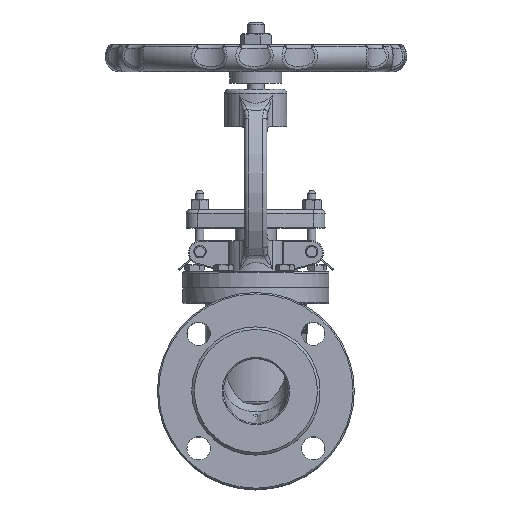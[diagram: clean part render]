
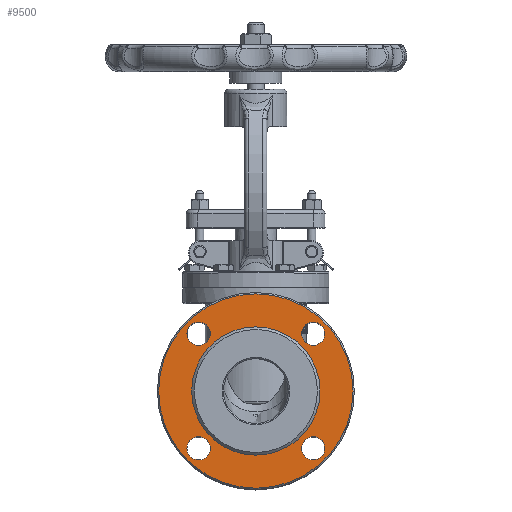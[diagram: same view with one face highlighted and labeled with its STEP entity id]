
A CAD part, top view. The second image highlights one B-rep face of the part: STEP entity #9500.
In plain terms, the highlighted planar face has unit normal (0, 0, 1).
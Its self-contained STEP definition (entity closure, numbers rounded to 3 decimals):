
#702=FACE_BOUND('',#2593,.T.);
#703=FACE_BOUND('',#2594,.T.);
#704=FACE_BOUND('',#2595,.T.);
#705=FACE_BOUND('',#2596,.T.);
#706=FACE_BOUND('',#2597,.T.);
#818=PLANE('',#10356);
#1951=FACE_OUTER_BOUND('',#2592,.T.);
#2592=EDGE_LOOP('',(#6765));
#2593=EDGE_LOOP('',(#6766));
#2594=EDGE_LOOP('',(#6767));
#2595=EDGE_LOOP('',(#6768));
#2596=EDGE_LOOP('',(#6769));
#2597=EDGE_LOOP('',(#6770));
#3223=CIRCLE('',#10355,75.);
#3224=CIRCLE('',#10357,49.5);
#3225=CIRCLE('',#10358,9.);
#3226=CIRCLE('',#10359,9.);
#3227=CIRCLE('',#10360,9.);
#3228=CIRCLE('',#10361,9.);
#3991=VERTEX_POINT('',#17614);
#3992=VERTEX_POINT('',#17618);
#3993=VERTEX_POINT('',#17620);
#3994=VERTEX_POINT('',#17622);
#3995=VERTEX_POINT('',#17624);
#3996=VERTEX_POINT('',#17626);
#4973=EDGE_CURVE('',#3991,#3991,#3223,.T.);
#4975=EDGE_CURVE('',#3992,#3992,#3224,.T.);
#4976=EDGE_CURVE('',#3993,#3993,#3225,.T.);
#4977=EDGE_CURVE('',#3994,#3994,#3226,.T.);
#4978=EDGE_CURVE('',#3995,#3995,#3227,.T.);
#4979=EDGE_CURVE('',#3996,#3996,#3228,.T.);
#6765=ORIENTED_EDGE('',*,*,#4973,.F.);
#6766=ORIENTED_EDGE('',*,*,#4975,.F.);
#6767=ORIENTED_EDGE('',*,*,#4976,.T.);
#6768=ORIENTED_EDGE('',*,*,#4977,.T.);
#6769=ORIENTED_EDGE('',*,*,#4978,.T.);
#6770=ORIENTED_EDGE('',*,*,#4979,.T.);
#9500=ADVANCED_FACE('',(#1951,#702,#703,#704,#705,#706),#818,.T.);
#10355=AXIS2_PLACEMENT_3D('',#17615,#11907,#11908);
#10356=AXIS2_PLACEMENT_3D('',#17617,#11910,#11911);
#10357=AXIS2_PLACEMENT_3D('',#17619,#11912,#11913);
#10358=AXIS2_PLACEMENT_3D('',#17621,#11914,#11915);
#10359=AXIS2_PLACEMENT_3D('',#17623,#11916,#11917);
#10360=AXIS2_PLACEMENT_3D('',#17625,#11918,#11919);
#10361=AXIS2_PLACEMENT_3D('',#17627,#11920,#11921);
#11907=DIRECTION('center_axis',(0.,0.,-1.));
#11908=DIRECTION('ref_axis',(-1.,0.,0.));
#11910=DIRECTION('center_axis',(0.,0.,1.));
#11911=DIRECTION('ref_axis',(1.,0.,0.));
#11912=DIRECTION('center_axis',(0.,0.,1.));
#11913=DIRECTION('ref_axis',(-1.,0.,0.));
#11914=DIRECTION('center_axis',(0.,0.,-1.));
#11915=DIRECTION('ref_axis',(-1.,0.,0.));
#11916=DIRECTION('center_axis',(0.,0.,-1.));
#11917=DIRECTION('ref_axis',(-1.,0.,0.));
#11918=DIRECTION('center_axis',(0.,0.,-1.));
#11919=DIRECTION('ref_axis',(-1.,0.,0.));
#11920=DIRECTION('center_axis',(0.,0.,-1.));
#11921=DIRECTION('ref_axis',(-1.,0.,0.));
#17614=CARTESIAN_POINT('',(75.,0.,19.5));
#17615=CARTESIAN_POINT('Origin',(0.,0.,19.5));
#17617=CARTESIAN_POINT('Origin',(0.,0.,19.5));
#17618=CARTESIAN_POINT('',(49.5,0.,19.5));
#17619=CARTESIAN_POINT('Origin',(0.,0.,19.5));
#17620=CARTESIAN_POINT('',(53.194,44.194,19.5));
#17621=CARTESIAN_POINT('Origin',(44.194,44.194,19.5));
#17622=CARTESIAN_POINT('',(-35.194,44.194,19.5));
#17623=CARTESIAN_POINT('Origin',(-44.194,44.194,19.5));
#17624=CARTESIAN_POINT('',(-35.194,-44.194,19.5));
#17625=CARTESIAN_POINT('Origin',(-44.194,-44.194,19.5));
#17626=CARTESIAN_POINT('',(53.194,-44.194,19.5));
#17627=CARTESIAN_POINT('Origin',(44.194,-44.194,19.5));
